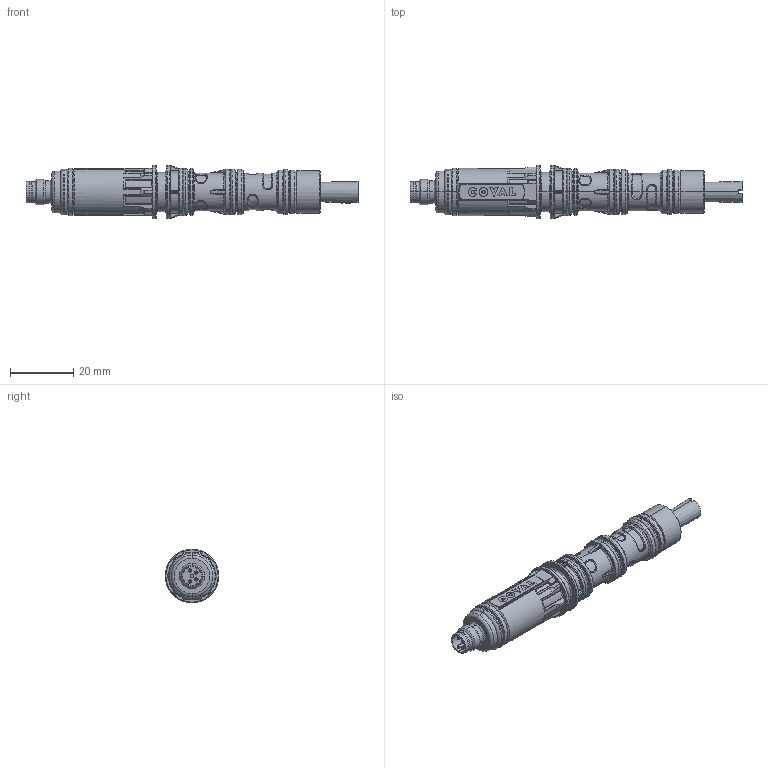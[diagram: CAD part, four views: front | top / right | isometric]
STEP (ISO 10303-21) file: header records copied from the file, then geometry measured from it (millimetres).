
FILE_DESCRIPTION(('STEP AP242'),'1');
FILE_NAME('coval_cvpc90x14.stp','2020-06-01T19:57:49',('TraceParts'),('TraceParts S.A.'),'Spatial InterOp 3D',' ',' ');
FILE_SCHEMA(('AP242_MANAGED_MODEL_BASED_3D_ENGINEERING_MIM_LF {1 0 10303 442 1 1 4}'));
Length unit declared in the file: millimetre
Products named in the file (1): coval_cvpc90x14_1
Bounding box: 104.92 x 16.9 x 16.9 mm (x, y, z)
Volume: 12824.2 mm3; surface area: 7800.2 mm2
Topology: 13 solids, 15 shells, 940 faces, 2400 edges, 1499 vertices
Faces by surface type: cylinder 302, plane 214, cone 152, bspline 150, torus 116, sphere 6
Entity records: 42887 total; most frequent: CARTESIAN_POINT 13815, ORIENTED_EDGE 4758, DIRECTION 4156, EDGE_CURVE 2379, AXIS2_PLACEMENT_3D 1694, VERTEX_POINT 1499, EDGE_LOOP 984, STYLED_ITEM 953
